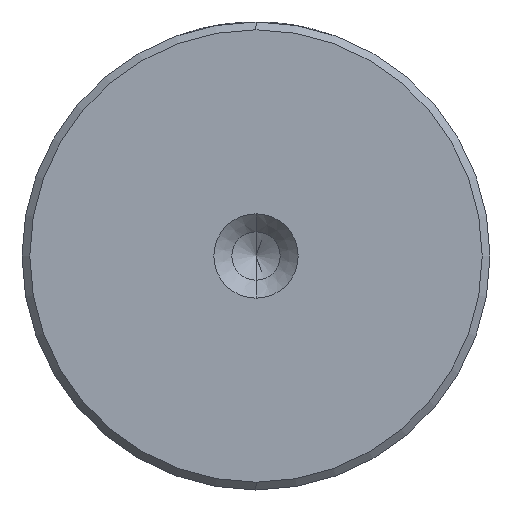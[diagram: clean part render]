
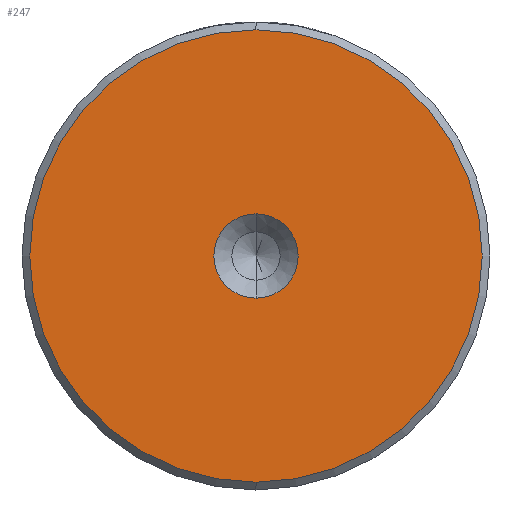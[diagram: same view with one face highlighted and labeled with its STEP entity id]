
A CAD part, left-side view. The second image highlights one B-rep face of the part: STEP entity #247.
In plain terms, the highlighted planar face has unit normal (-1, 0, 0).
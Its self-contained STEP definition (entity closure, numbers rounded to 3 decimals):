
#33 = ORIENTED_EDGE ( 'NONE', *, *, #1014, .F. ) ;
#118 = VERTEX_POINT ( 'NONE', #2142 ) ;
#140 = EDGE_LOOP ( 'NONE', ( #33, #1329 ) ) ;
#184 = VERTEX_POINT ( 'NONE', #1746 ) ;
#210 = ORIENTED_EDGE ( 'NONE', *, *, #1114, .T. ) ;
#223 = CARTESIAN_POINT ( 'NONE',  ( 0., 0., 2.7 ) ) ;
#247 = ADVANCED_FACE ( 'NONE', ( #1560, #667 ), #1241, .T. ) ;
#264 = CARTESIAN_POINT ( 'NONE',  ( 0., 0., 0. ) ) ;
#414 = CIRCLE ( 'NONE', #1971, 2.7 ) ;
#451 = DIRECTION ( 'NONE',  ( 0., 0., 1. ) ) ;
#544 = AXIS2_PLACEMENT_3D ( 'NONE', #738, #1938, #910 ) ;
#599 = CIRCLE ( 'NONE', #544, 2.7 ) ;
#667 = FACE_BOUND ( 'NONE', #140, .T. ) ;
#713 = DIRECTION ( 'NONE',  ( -1., 0., 0. ) ) ;
#738 = CARTESIAN_POINT ( 'NONE',  ( 0., 0., 0. ) ) ;
#854 = CARTESIAN_POINT ( 'NONE',  ( 0., 0., -2.7 ) ) ;
#882 = CIRCLE ( 'NONE', #1015, 14.5 ) ;
#909 = CARTESIAN_POINT ( 'NONE',  ( 0., 0., 0. ) ) ;
#910 = DIRECTION ( 'NONE',  ( 0., 0., 1. ) ) ;
#1014 = EDGE_CURVE ( 'NONE', #1378, #1858, #599, .T. ) ;
#1015 = AXIS2_PLACEMENT_3D ( 'NONE', #264, #1477, #451 ) ;
#1087 = DIRECTION ( 'NONE',  ( 0., 0., 1. ) ) ;
#1114 = EDGE_CURVE ( 'NONE', #184, #118, #882, .T. ) ;
#1118 = DIRECTION ( 'NONE',  ( 0., 0., 1. ) ) ;
#1129 = DIRECTION ( 'NONE',  ( -1., 0., 0. ) ) ;
#1230 = EDGE_CURVE ( 'NONE', #118, #184, #2037, .T. ) ;
#1231 = CARTESIAN_POINT ( 'NONE',  ( 0., 0., 0. ) ) ;
#1241 = PLANE ( 'NONE',  #1242 ) ;
#1242 = AXIS2_PLACEMENT_3D ( 'NONE', #1231, #1129, #1118 ) ;
#1329 = ORIENTED_EDGE ( 'NONE', *, *, #2212, .F. ) ;
#1340 = EDGE_LOOP ( 'NONE', ( #210, #1684 ) ) ;
#1378 = VERTEX_POINT ( 'NONE', #223 ) ;
#1477 = DIRECTION ( 'NONE',  ( -1., 0., 0. ) ) ;
#1560 = FACE_OUTER_BOUND ( 'NONE', #1340, .T. ) ;
#1562 = AXIS2_PLACEMENT_3D ( 'NONE', #1740, #713, #1911 ) ;
#1684 = ORIENTED_EDGE ( 'NONE', *, *, #1230, .T. ) ;
#1740 = CARTESIAN_POINT ( 'NONE',  ( 0., 0., 0. ) ) ;
#1746 = CARTESIAN_POINT ( 'NONE',  ( 0., 0., -14.5 ) ) ;
#1858 = VERTEX_POINT ( 'NONE', #854 ) ;
#1911 = DIRECTION ( 'NONE',  ( 0., 0., 1. ) ) ;
#1938 = DIRECTION ( 'NONE',  ( -1., 0., 0. ) ) ;
#1971 = AXIS2_PLACEMENT_3D ( 'NONE', #909, #2098, #1087 ) ;
#2037 = CIRCLE ( 'NONE', #1562, 14.5 ) ;
#2098 = DIRECTION ( 'NONE',  ( -1., 0., 0. ) ) ;
#2142 = CARTESIAN_POINT ( 'NONE',  ( 0., 0., 14.5 ) ) ;
#2212 = EDGE_CURVE ( 'NONE', #1858, #1378, #414, .T. ) ;
